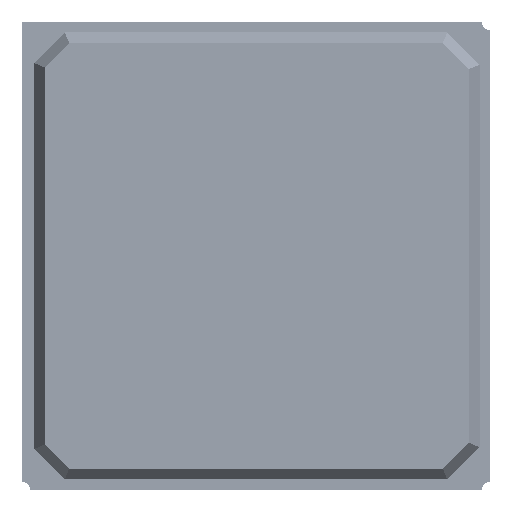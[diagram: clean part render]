
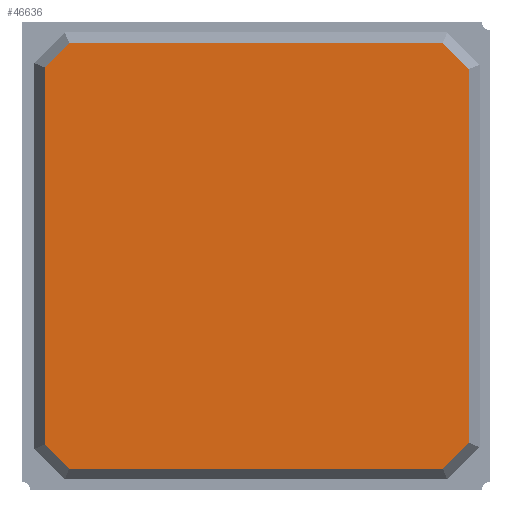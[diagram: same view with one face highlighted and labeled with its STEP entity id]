
A CAD part, top view. The second image highlights one B-rep face of the part: STEP entity #46636.
In plain terms, the highlighted planar face has unit normal (0, 0, 1).
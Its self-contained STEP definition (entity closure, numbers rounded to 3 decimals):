
#46372=CARTESIAN_POINT('',(13.175,-11.57,2.4));
#46373=VERTEX_POINT('',#46372);
#46380=CARTESIAN_POINT('',(11.57,-13.175,2.4));
#46381=VERTEX_POINT('',#46380);
#46382=CARTESIAN_POINT('',(13.175,-11.57,2.4));
#46383=DIRECTION('',(-0.707,-0.707,0.));
#46384=VECTOR('',#46383,2.269);
#46385=LINE('',#46382,#46384);
#46386=EDGE_CURVE('',#46381,#46373,#46385,.F.);
#46411=CARTESIAN_POINT('',(-11.57,-13.175,2.4));
#46412=VERTEX_POINT('',#46411);
#46413=CARTESIAN_POINT('',(11.57,-13.175,2.4));
#46414=DIRECTION('',(-1.0,0.0,0.0));
#46415=VECTOR('',#46414,23.14);
#46416=LINE('',#46413,#46415);
#46417=EDGE_CURVE('',#46412,#46381,#46416,.F.);
#46442=CARTESIAN_POINT('',(-13.071,-11.674,2.4));
#46443=VERTEX_POINT('',#46442);
#46444=CARTESIAN_POINT('',(-11.57,-13.175,2.4));
#46445=DIRECTION('',(-0.707,0.707,0.));
#46446=VECTOR('',#46445,2.122);
#46447=LINE('',#46444,#46446);
#46448=EDGE_CURVE('',#46443,#46412,#46447,.F.);
#46473=CARTESIAN_POINT('',(-13.071,11.674,2.4));
#46474=VERTEX_POINT('',#46473);
#46475=CARTESIAN_POINT('',(-13.071,-11.674,2.4));
#46476=DIRECTION('',(0.0,1.0,0.0));
#46477=VECTOR('',#46476,23.348);
#46478=LINE('',#46475,#46477);
#46479=EDGE_CURVE('',#46474,#46443,#46478,.F.);
#46504=CARTESIAN_POINT('',(-11.57,13.175,2.4));
#46505=VERTEX_POINT('',#46504);
#46506=CARTESIAN_POINT('',(-13.071,11.674,2.4));
#46507=DIRECTION('',(0.707,0.707,0.0));
#46508=VECTOR('',#46507,2.122);
#46509=LINE('',#46506,#46508);
#46510=EDGE_CURVE('',#46505,#46474,#46509,.F.);
#46535=CARTESIAN_POINT('',(11.57,13.175,2.4));
#46536=VERTEX_POINT('',#46535);
#46537=CARTESIAN_POINT('',(-11.57,13.175,2.4));
#46538=DIRECTION('',(1.0,0.0,0.0));
#46539=VECTOR('',#46538,23.14);
#46540=LINE('',#46537,#46539);
#46541=EDGE_CURVE('',#46536,#46505,#46540,.F.);
#46566=CARTESIAN_POINT('',(13.175,11.57,2.4));
#46567=VERTEX_POINT('',#46566);
#46568=CARTESIAN_POINT('',(11.57,13.175,2.4));
#46569=DIRECTION('',(0.707,-0.707,0.));
#46570=VECTOR('',#46569,2.269);
#46571=LINE('',#46568,#46570);
#46572=EDGE_CURVE('',#46567,#46536,#46571,.F.);
#46595=CARTESIAN_POINT('',(13.175,11.57,2.4));
#46596=DIRECTION('',(0.0,-1.0,0.0));
#46597=VECTOR('',#46596,23.14);
#46598=LINE('',#46595,#46597);
#46599=EDGE_CURVE('',#46373,#46567,#46598,.F.);
#46621=CARTESIAN_POINT('',(14.5,14.5,2.4));
#46622=DIRECTION('',(0.0,0.0,-1.0));
#46623=DIRECTION('',(0.0,-1.0,0.0));
#46624=AXIS2_PLACEMENT_3D('',#46621,#46622,#46623);
#46625=PLANE('',#46624);
#46626=ORIENTED_EDGE('',*,*,#46599,.T.);
#46627=ORIENTED_EDGE('',*,*,#46572,.T.);
#46628=ORIENTED_EDGE('',*,*,#46541,.T.);
#46629=ORIENTED_EDGE('',*,*,#46510,.T.);
#46630=ORIENTED_EDGE('',*,*,#46479,.T.);
#46631=ORIENTED_EDGE('',*,*,#46448,.T.);
#46632=ORIENTED_EDGE('',*,*,#46417,.T.);
#46633=ORIENTED_EDGE('',*,*,#46386,.T.);
#46634=EDGE_LOOP('',(#46626,#46627,#46628,#46629,#46630,#46631,#46632,#46633));
#46635=FACE_OUTER_BOUND('',#46634,.T.);
#46636=ADVANCED_FACE('',(#46635),#46625,.F.);
